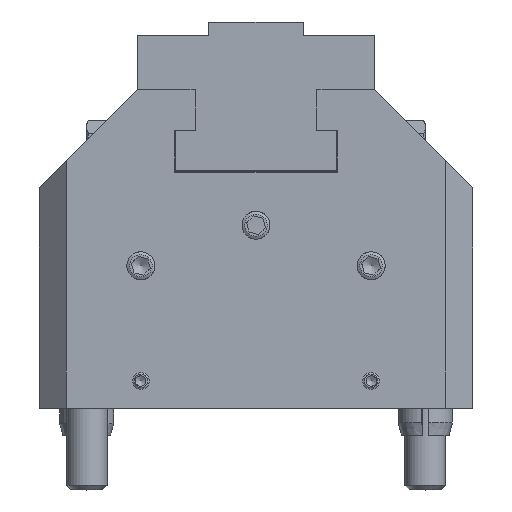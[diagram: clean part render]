
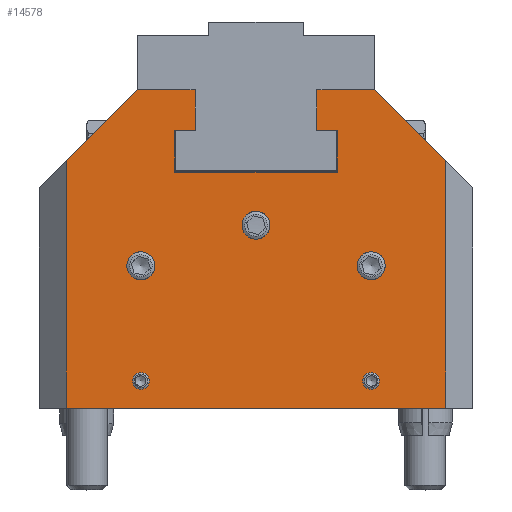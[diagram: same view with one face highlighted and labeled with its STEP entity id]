
A CAD part, top view. The second image highlights one B-rep face of the part: STEP entity #14578.
In plain terms, the highlighted planar face has unit normal (0, 0, 1).
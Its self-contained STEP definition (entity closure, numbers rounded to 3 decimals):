
#365=FACE_BOUND('',#1857,.T.);
#366=FACE_BOUND('',#1858,.T.);
#367=FACE_BOUND('',#1859,.T.);
#368=FACE_BOUND('',#1860,.T.);
#369=FACE_BOUND('',#1861,.T.);
#524=PLANE('',#15697);
#1028=FACE_OUTER_BOUND('',#1856,.T.);
#1856=EDGE_LOOP('',(#9630,#9631,#9632,#9633,#9634,#9635,#9636,#9637,#9638,
#9639,#9640,#9641,#9642,#9643));
#1857=EDGE_LOOP('',(#9644));
#1858=EDGE_LOOP('',(#9645));
#1859=EDGE_LOOP('',(#9646));
#1860=EDGE_LOOP('',(#9647));
#1861=EDGE_LOOP('',(#9648));
#2801=CIRCLE('',#15698,2.067);
#2802=CIRCLE('',#15699,2.067);
#2803=CIRCLE('',#15700,2.067);
#2804=CIRCLE('',#15701,1.23);
#2805=CIRCLE('',#15702,1.23);
#3487=LINE('',#21671,#4722);
#3488=LINE('',#21673,#4723);
#3489=LINE('',#21675,#4724);
#3490=LINE('',#21677,#4725);
#3491=LINE('',#21679,#4726);
#3492=LINE('',#21681,#4727);
#3493=LINE('',#21683,#4728);
#3494=LINE('',#21685,#4729);
#3495=LINE('',#21687,#4730);
#3496=LINE('',#21689,#4731);
#3497=LINE('',#21691,#4732);
#3498=LINE('',#21693,#4733);
#3499=LINE('',#21695,#4734);
#3500=LINE('',#21696,#4735);
#4722=VECTOR('',#17446,10.);
#4723=VECTOR('',#17447,10.);
#4724=VECTOR('',#17448,10.);
#4725=VECTOR('',#17449,10.);
#4726=VECTOR('',#17450,10.);
#4727=VECTOR('',#17451,10.);
#4728=VECTOR('',#17452,10.);
#4729=VECTOR('',#17453,10.);
#4730=VECTOR('',#17454,10.);
#4731=VECTOR('',#17455,10.);
#4732=VECTOR('',#17456,10.);
#4733=VECTOR('',#17457,10.);
#4734=VECTOR('',#17458,10.);
#4735=VECTOR('',#17459,10.);
#5998=VERTEX_POINT('',#21669);
#5999=VERTEX_POINT('',#21670);
#6000=VERTEX_POINT('',#21672);
#6001=VERTEX_POINT('',#21674);
#6002=VERTEX_POINT('',#21676);
#6003=VERTEX_POINT('',#21678);
#6004=VERTEX_POINT('',#21680);
#6005=VERTEX_POINT('',#21682);
#6006=VERTEX_POINT('',#21684);
#6007=VERTEX_POINT('',#21686);
#6008=VERTEX_POINT('',#21688);
#6009=VERTEX_POINT('',#21690);
#6010=VERTEX_POINT('',#21692);
#6011=VERTEX_POINT('',#21694);
#6012=VERTEX_POINT('',#21697);
#6013=VERTEX_POINT('',#21699);
#6014=VERTEX_POINT('',#21701);
#6015=VERTEX_POINT('',#21703);
#6016=VERTEX_POINT('',#21705);
#7434=EDGE_CURVE('',#5998,#5999,#3487,.T.);
#7435=EDGE_CURVE('',#6000,#5998,#3488,.T.);
#7436=EDGE_CURVE('',#6001,#6000,#3489,.T.);
#7437=EDGE_CURVE('',#6002,#6001,#3490,.T.);
#7438=EDGE_CURVE('',#6002,#6003,#3491,.T.);
#7439=EDGE_CURVE('',#6004,#6003,#3492,.T.);
#7440=EDGE_CURVE('',#6005,#6004,#3493,.T.);
#7441=EDGE_CURVE('',#6006,#6005,#3494,.T.);
#7442=EDGE_CURVE('',#6007,#6006,#3495,.T.);
#7443=EDGE_CURVE('',#6008,#6007,#3496,.T.);
#7444=EDGE_CURVE('',#6009,#6008,#3497,.T.);
#7445=EDGE_CURVE('',#6010,#6009,#3498,.T.);
#7446=EDGE_CURVE('',#6011,#6010,#3499,.T.);
#7447=EDGE_CURVE('',#6011,#5999,#3500,.T.);
#7448=EDGE_CURVE('',#6012,#6012,#2801,.T.);
#7449=EDGE_CURVE('',#6013,#6013,#2802,.T.);
#7450=EDGE_CURVE('',#6014,#6014,#2803,.T.);
#7451=EDGE_CURVE('',#6015,#6015,#2804,.T.);
#7452=EDGE_CURVE('',#6016,#6016,#2805,.T.);
#9630=ORIENTED_EDGE('',*,*,#7434,.F.);
#9631=ORIENTED_EDGE('',*,*,#7435,.F.);
#9632=ORIENTED_EDGE('',*,*,#7436,.F.);
#9633=ORIENTED_EDGE('',*,*,#7437,.F.);
#9634=ORIENTED_EDGE('',*,*,#7438,.T.);
#9635=ORIENTED_EDGE('',*,*,#7439,.F.);
#9636=ORIENTED_EDGE('',*,*,#7440,.F.);
#9637=ORIENTED_EDGE('',*,*,#7441,.F.);
#9638=ORIENTED_EDGE('',*,*,#7442,.F.);
#9639=ORIENTED_EDGE('',*,*,#7443,.F.);
#9640=ORIENTED_EDGE('',*,*,#7444,.F.);
#9641=ORIENTED_EDGE('',*,*,#7445,.F.);
#9642=ORIENTED_EDGE('',*,*,#7446,.F.);
#9643=ORIENTED_EDGE('',*,*,#7447,.T.);
#9644=ORIENTED_EDGE('',*,*,#7448,.T.);
#9645=ORIENTED_EDGE('',*,*,#7449,.T.);
#9646=ORIENTED_EDGE('',*,*,#7450,.T.);
#9647=ORIENTED_EDGE('',*,*,#7451,.T.);
#9648=ORIENTED_EDGE('',*,*,#7452,.T.);
#14578=ADVANCED_FACE('',(#1028,#365,#366,#367,#368,#369),#524,.F.);
#15697=AXIS2_PLACEMENT_3D('',#21668,#17444,#17445);
#15698=AXIS2_PLACEMENT_3D('',#21698,#17460,#17461);
#15699=AXIS2_PLACEMENT_3D('',#21700,#17462,#17463);
#15700=AXIS2_PLACEMENT_3D('',#21702,#17464,#17465);
#15701=AXIS2_PLACEMENT_3D('',#21704,#17466,#17467);
#15702=AXIS2_PLACEMENT_3D('',#21706,#17468,#17469);
#17444=DIRECTION('center_axis',(0.,0.,-1.));
#17445=DIRECTION('ref_axis',(-1.,0.,0.));
#17446=DIRECTION('',(0.,1.,0.));
#17447=DIRECTION('',(1.,0.,0.));
#17448=DIRECTION('',(0.,-1.,0.));
#17449=DIRECTION('',(-1.,0.,0.));
#17450=DIRECTION('',(0.,1.,0.));
#17451=DIRECTION('',(1.,0.,0.));
#17452=DIRECTION('',(0.707,0.707,0.));
#17453=DIRECTION('',(0.,1.,0.));
#17454=DIRECTION('',(-1.,0.,0.));
#17455=DIRECTION('',(0.,-1.,0.));
#17456=DIRECTION('',(0.707,-0.707,0.));
#17457=DIRECTION('',(1.,0.,0.));
#17458=DIRECTION('',(0.,1.,0.));
#17459=DIRECTION('',(1.,0.,0.));
#17460=DIRECTION('center_axis',(0.,0.,-1.));
#17461=DIRECTION('ref_axis',(1.,0.,0.));
#17462=DIRECTION('center_axis',(0.,0.,-1.));
#17463=DIRECTION('ref_axis',(1.,0.,0.));
#17464=DIRECTION('center_axis',(0.,0.,-1.));
#17465=DIRECTION('ref_axis',(1.,0.,0.));
#17466=DIRECTION('center_axis',(0.,0.,
-1.));
#17467=DIRECTION('ref_axis',(0.,1.,0.));
#17468=DIRECTION('center_axis',(0.,0.,
-1.));
#17469=DIRECTION('ref_axis',(0.,1.,0.));
#21668=CARTESIAN_POINT('Origin',(15.,33.5,64.));
#21669=CARTESIAN_POINT('',(12.,29.8,64.));
#21670=CARTESIAN_POINT('',(12.,36.,64.));
#21671=CARTESIAN_POINT('',(12.,29.8,64.));
#21672=CARTESIAN_POINT('',(-12.,29.8,64.));
#21673=CARTESIAN_POINT('',(-12.,29.8,64.));
#21674=CARTESIAN_POINT('',(-12.,36.,64.));
#21675=CARTESIAN_POINT('',(-12.,36.,64.));
#21676=CARTESIAN_POINT('',(-9.,36.,64.));
#21677=CARTESIAN_POINT('',(-9.,36.,64.));
#21678=CARTESIAN_POINT('',(-9.,42.,64.));
#21679=CARTESIAN_POINT('',(-9.,36.,64.));
#21680=CARTESIAN_POINT('',(-17.5,42.,64.));
#21681=CARTESIAN_POINT('',(-17.5,42.,64.));
#21682=CARTESIAN_POINT('',(-28.,31.5,64.));
#21683=CARTESIAN_POINT('',(-32.,27.5,64.));
#21684=CARTESIAN_POINT('',(-28.,-5.,64.));
#21685=CARTESIAN_POINT('',(-28.,-5.,64.));
#21686=CARTESIAN_POINT('',(28.,-5.,64.));
#21687=CARTESIAN_POINT('',(32.,-5.,64.));
#21688=CARTESIAN_POINT('',(28.,31.5,64.));
#21689=CARTESIAN_POINT('',(28.,-5.,64.));
#21690=CARTESIAN_POINT('',(17.5,42.,64.));
#21691=CARTESIAN_POINT('',(17.5,42.,64.));
#21692=CARTESIAN_POINT('',(9.,42.,64.));
#21693=CARTESIAN_POINT('',(9.,42.,64.));
#21694=CARTESIAN_POINT('',(9.,36.,64.));
#21695=CARTESIAN_POINT('',(9.,36.,64.));
#21696=CARTESIAN_POINT('',(9.,36.,64.));
#21697=CARTESIAN_POINT('',(14.933,16.,64.));
#21698=CARTESIAN_POINT('Origin',(17.,16.,64.));
#21699=CARTESIAN_POINT('',(-19.067,16.,64.));
#21700=CARTESIAN_POINT('Origin',(-17.,16.,64.));
#21701=CARTESIAN_POINT('',(-2.067,22.,64.));
#21702=CARTESIAN_POINT('Origin',(0.,22.,64.));
#21703=CARTESIAN_POINT('',(-17.,-2.23,64.));
#21704=CARTESIAN_POINT('Origin',(-17.,-1.,64.));
#21705=CARTESIAN_POINT('',(17.,-2.23,64.));
#21706=CARTESIAN_POINT('Origin',(17.,-1.,64.));
